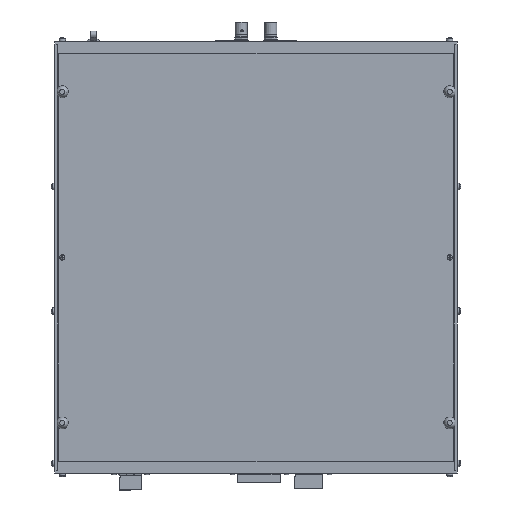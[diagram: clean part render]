
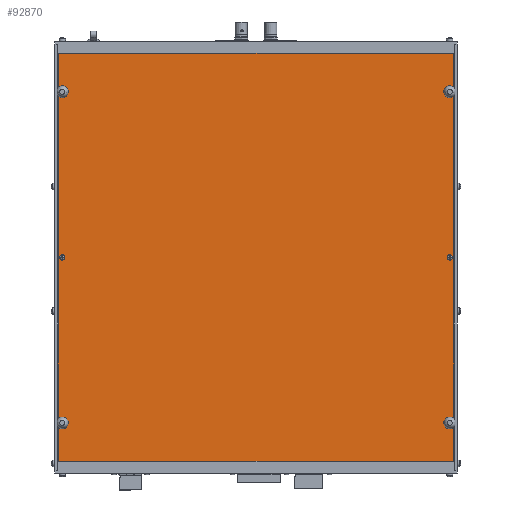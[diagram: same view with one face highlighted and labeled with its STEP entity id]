
A CAD part, front view. The second image highlights one B-rep face of the part: STEP entity #92870.
In plain terms, the highlighted face is planar.
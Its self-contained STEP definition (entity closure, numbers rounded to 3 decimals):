
#2013=FACE_BOUND('',#15880,.T.);
#2014=FACE_BOUND('',#15881,.T.);
#2015=FACE_BOUND('',#15882,.T.);
#2016=FACE_BOUND('',#15883,.T.);
#2017=FACE_BOUND('',#15884,.T.);
#2018=FACE_BOUND('',#15885,.T.);
#3463=PLANE('',#99307);
#10664=FACE_OUTER_BOUND('',#15879,.T.);
#15879=EDGE_LOOP('',(#70980,#70981,#70982,#70983,#70984,#70985,#70986,#70987,
#70988,#70989,#70990,#70991));
#15880=EDGE_LOOP('',(#70992));
#15881=EDGE_LOOP('',(#70993));
#15882=EDGE_LOOP('',(#70994));
#15883=EDGE_LOOP('',(#70995));
#15884=EDGE_LOOP('',(#70996));
#15885=EDGE_LOOP('',(#70997));
#22303=LINE('',#140492,#31657);
#22307=LINE('',#140500,#31661);
#22310=LINE('',#140506,#31664);
#22315=LINE('',#140515,#31669);
#22316=LINE('',#140518,#31670);
#22319=LINE('',#140525,#31673);
#22323=LINE('',#140533,#31677);
#22326=LINE('',#140539,#31680);
#22329=LINE('',#140545,#31683);
#22334=LINE('',#140554,#31688);
#22342=LINE('',#140593,#31696);
#22344=LINE('',#140596,#31698);
#31657=VECTOR('',#111669,0.394);
#31661=VECTOR('',#111675,0.394);
#31664=VECTOR('',#111680,0.394);
#31669=VECTOR('',#111687,0.394);
#31670=VECTOR('',#111690,0.394);
#31673=VECTOR('',#111695,0.394);
#31677=VECTOR('',#111701,0.394);
#31680=VECTOR('',#111706,0.394);
#31683=VECTOR('',#111711,0.394);
#31688=VECTOR('',#111718,0.394);
#31696=VECTOR('',#111764,0.394);
#31698=VECTOR('',#111768,0.394);
#39875=CIRCLE('',#99287,0.094);
#39877=CIRCLE('',#99290,0.094);
#39879=CIRCLE('',#99293,0.094);
#39881=CIRCLE('',#99296,0.094);
#39883=CIRCLE('',#99299,0.094);
#39885=CIRCLE('',#99302,0.094);
#44383=VERTEX_POINT('',#140490);
#44384=VERTEX_POINT('',#140491);
#44387=VERTEX_POINT('',#140499);
#44389=VERTEX_POINT('',#140505);
#44392=VERTEX_POINT('',#140513);
#44393=VERTEX_POINT('',#140517);
#44395=VERTEX_POINT('',#140523);
#44396=VERTEX_POINT('',#140524);
#44399=VERTEX_POINT('',#140532);
#44401=VERTEX_POINT('',#140538);
#44403=VERTEX_POINT('',#140544);
#44406=VERTEX_POINT('',#140552);
#44407=VERTEX_POINT('',#140556);
#44409=VERTEX_POINT('',#140562);
#44411=VERTEX_POINT('',#140568);
#44413=VERTEX_POINT('',#140574);
#44415=VERTEX_POINT('',#140580);
#44417=VERTEX_POINT('',#140586);
#54317=EDGE_CURVE('',#44383,#44384,#22303,.T.);
#54321=EDGE_CURVE('',#44387,#44383,#22307,.T.);
#54324=EDGE_CURVE('',#44384,#44389,#22310,.T.);
#54329=EDGE_CURVE('',#44387,#44392,#22315,.T.);
#54330=EDGE_CURVE('',#44393,#44389,#22316,.T.);
#54333=EDGE_CURVE('',#44395,#44396,#22319,.T.);
#54337=EDGE_CURVE('',#44399,#44395,#22323,.T.);
#54340=EDGE_CURVE('',#44396,#44401,#22326,.T.);
#54343=EDGE_CURVE('',#44403,#44399,#22329,.T.);
#54348=EDGE_CURVE('',#44401,#44406,#22334,.T.);
#54349=EDGE_CURVE('',#44407,#44407,#39875,.T.);
#54352=EDGE_CURVE('',#44409,#44409,#39877,.T.);
#54355=EDGE_CURVE('',#44411,#44411,#39879,.T.);
#54358=EDGE_CURVE('',#44413,#44413,#39881,.T.);
#54361=EDGE_CURVE('',#44415,#44415,#39883,.T.);
#54364=EDGE_CURVE('',#44417,#44417,#39885,.T.);
#54368=EDGE_CURVE('',#44406,#44393,#22342,.T.);
#54370=EDGE_CURVE('',#44392,#44403,#22344,.T.);
#70980=ORIENTED_EDGE('',*,*,#54343,.T.);
#70981=ORIENTED_EDGE('',*,*,#54337,.T.);
#70982=ORIENTED_EDGE('',*,*,#54333,.T.);
#70983=ORIENTED_EDGE('',*,*,#54340,.T.);
#70984=ORIENTED_EDGE('',*,*,#54348,.T.);
#70985=ORIENTED_EDGE('',*,*,#54368,.T.);
#70986=ORIENTED_EDGE('',*,*,#54330,.T.);
#70987=ORIENTED_EDGE('',*,*,#54324,.F.);
#70988=ORIENTED_EDGE('',*,*,#54317,.F.);
#70989=ORIENTED_EDGE('',*,*,#54321,.F.);
#70990=ORIENTED_EDGE('',*,*,#54329,.T.);
#70991=ORIENTED_EDGE('',*,*,#54370,.T.);
#70992=ORIENTED_EDGE('',*,*,#54349,.T.);
#70993=ORIENTED_EDGE('',*,*,#54352,.T.);
#70994=ORIENTED_EDGE('',*,*,#54355,.T.);
#70995=ORIENTED_EDGE('',*,*,#54358,.T.);
#70996=ORIENTED_EDGE('',*,*,#54361,.T.);
#70997=ORIENTED_EDGE('',*,*,#54364,.T.);
#92870=ADVANCED_FACE('',(#10664,#2013,#2014,#2015,#2016,#2017,#2018),#3463,
 .F.);
#99287=AXIS2_PLACEMENT_3D('',#140557,#111721,#111722);
#99290=AXIS2_PLACEMENT_3D('',#140563,#111728,#111729);
#99293=AXIS2_PLACEMENT_3D('',#140569,#111735,#111736);
#99296=AXIS2_PLACEMENT_3D('',#140575,#111742,#111743);
#99299=AXIS2_PLACEMENT_3D('',#140581,#111749,#111750);
#99302=AXIS2_PLACEMENT_3D('',#140587,#111756,#111757);
#99307=AXIS2_PLACEMENT_3D('',#140598,#111771,#111772);
#111669=DIRECTION('',(1.,0.,0.));
#111675=DIRECTION('',(0.,-1.,0.));
#111680=DIRECTION('',(0.,1.,0.));
#111687=DIRECTION('',(-1.,0.,0.));
#111690=DIRECTION('',(-1.,0.,0.));
#111695=DIRECTION('',(1.,0.,0.));
#111701=DIRECTION('',(0.,1.,0.));
#111706=DIRECTION('',(0.,-1.,0.));
#111711=DIRECTION('',(1.,0.,0.));
#111718=DIRECTION('',(1.,0.,0.));
#111721=DIRECTION('center_axis',(0.,0.,1.));
#111722=DIRECTION('ref_axis',(-1.,0.,0.));
#111728=DIRECTION('center_axis',(0.,0.,1.));
#111729=DIRECTION('ref_axis',(-1.,0.,0.));
#111735=DIRECTION('center_axis',(0.,0.,1.));
#111736=DIRECTION('ref_axis',(-1.,0.,0.));
#111742=DIRECTION('center_axis',(0.,0.,1.));
#111743=DIRECTION('ref_axis',(-1.,0.,0.));
#111749=DIRECTION('center_axis',(0.,0.,1.));
#111750=DIRECTION('ref_axis',(-1.,0.,0.));
#111756=DIRECTION('center_axis',(0.,0.,1.));
#111757=DIRECTION('ref_axis',(-1.,0.,0.));
#111764=DIRECTION('',(0.,-1.,0.));
#111768=DIRECTION('',(0.,1.,0.));
#111771=DIRECTION('center_axis',(0.,0.,1.));
#111772=DIRECTION('ref_axis',(1.,0.,0.));
#140490=CARTESIAN_POINT('',(-7.863,-8.863,0.));
#140491=CARTESIAN_POINT('',(7.863,-8.863,0.));
#140492=CARTESIAN_POINT('',(-3.931,-8.863,0.));
#140499=CARTESIAN_POINT('',(-7.863,-8.613,0.));
#140500=CARTESIAN_POINT('',(-7.863,-8.675,0.));
#140505=CARTESIAN_POINT('',(7.863,-8.613,0.));
#140506=CARTESIAN_POINT('',(7.863,-8.8,0.));
#140513=CARTESIAN_POINT('',(-8.363,-8.613,0.));
#140515=CARTESIAN_POINT('',(8.363,-8.613,0.));
#140517=CARTESIAN_POINT('',(8.363,-8.613,0.));
#140518=CARTESIAN_POINT('',(8.363,-8.613,0.));
#140523=CARTESIAN_POINT('',(-7.863,8.863,0.));
#140524=CARTESIAN_POINT('',(7.863,8.863,0.));
#140525=CARTESIAN_POINT('',(-3.931,8.863,0.));
#140532=CARTESIAN_POINT('',(-7.863,8.613,0.));
#140533=CARTESIAN_POINT('',(-7.863,8.675,0.));
#140538=CARTESIAN_POINT('',(7.863,8.613,0.));
#140539=CARTESIAN_POINT('',(7.863,8.8,0.));
#140544=CARTESIAN_POINT('',(-8.363,8.613,0.));
#140545=CARTESIAN_POINT('',(-8.363,8.613,0.));
#140552=CARTESIAN_POINT('',(8.363,8.613,0.));
#140554=CARTESIAN_POINT('',(-8.363,8.613,0.));
#140556=CARTESIAN_POINT('',(8.281,-7.,0.));
#140557=CARTESIAN_POINT('Origin',(8.188,-7.,0.));
#140562=CARTESIAN_POINT('',(-8.094,-7.,0.));
#140563=CARTESIAN_POINT('Origin',(-8.188,-7.,0.));
#140568=CARTESIAN_POINT('',(8.281,7.,0.));
#140569=CARTESIAN_POINT('Origin',(8.188,7.,0.));
#140574=CARTESIAN_POINT('',(-8.094,7.,0.));
#140575=CARTESIAN_POINT('Origin',(-8.188,7.,0.));
#140580=CARTESIAN_POINT('',(8.281,0.,0.));
#140581=CARTESIAN_POINT('Origin',(8.188,0.,0.));
#140586=CARTESIAN_POINT('',(-8.094,0.,0.));
#140587=CARTESIAN_POINT('Origin',(-8.188,0.,0.));
#140593=CARTESIAN_POINT('',(8.363,8.613,0.));
#140596=CARTESIAN_POINT('',(-8.363,-8.613,0.));
#140598=CARTESIAN_POINT('Origin',(0.,0.,0.));
